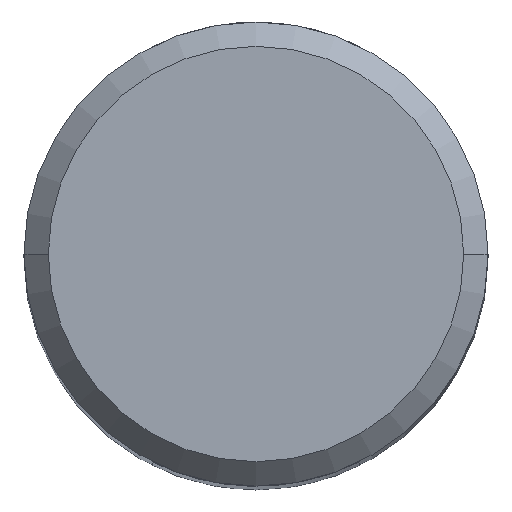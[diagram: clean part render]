
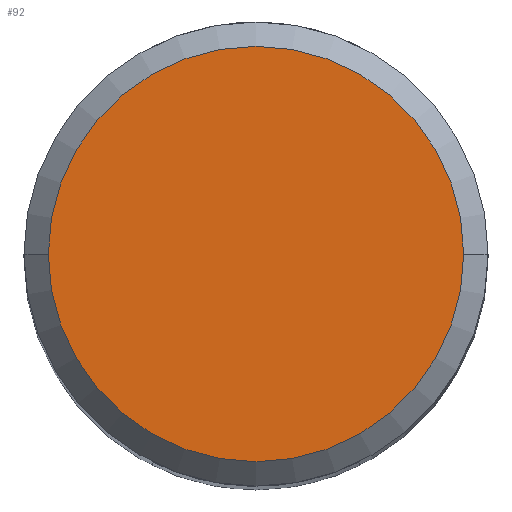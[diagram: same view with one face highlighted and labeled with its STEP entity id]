
A CAD part, top view. The second image highlights one B-rep face of the part: STEP entity #92.
In plain terms, the highlighted planar face has unit normal (0, 0, 1).
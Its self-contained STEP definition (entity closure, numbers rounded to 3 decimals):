
#42=PLANE('',#496);
#92=ADVANCED_FACE('',(#124),#42,.T.);
#124=FACE_OUTER_BOUND('',#147,.T.);
#147=EDGE_LOOP('',(#246,#247));
#246=ORIENTED_EDGE('',*,*,#384,.T.);
#247=ORIENTED_EDGE('',*,*,#374,.T.);
#332=VERTEX_POINT('',#694);
#333=VERTEX_POINT('',#695);
#374=EDGE_CURVE('',#332,#333,#421,.T.);
#384=EDGE_CURVE('',#333,#332,#429,.T.);
#421=CIRCLE('',#483,8.518);
#429=CIRCLE('',#495,8.518);
#483=AXIS2_PLACEMENT_3D('',#693,#559,#560);
#495=AXIS2_PLACEMENT_3D('',#715,#585,#586);
#496=AXIS2_PLACEMENT_3D('',#716,#587,#588);
#559=DIRECTION('',(0.,0.,1.));
#560=DIRECTION('',(1.,0.,0.));
#585=DIRECTION('',(0.,0.,1.));
#586=DIRECTION('',(1.,0.,0.));
#587=DIRECTION('',(0.,0.,1.));
#588=DIRECTION('',(-1.,0.,0.));
#693=CARTESIAN_POINT('',(0.,0.,0.));
#694=CARTESIAN_POINT('',(8.518,0.,0.));
#695=CARTESIAN_POINT('',(-8.518,0.,0.));
#715=CARTESIAN_POINT('',(0.,0.,0.));
#716=CARTESIAN_POINT('',(0.,3.,0.));
